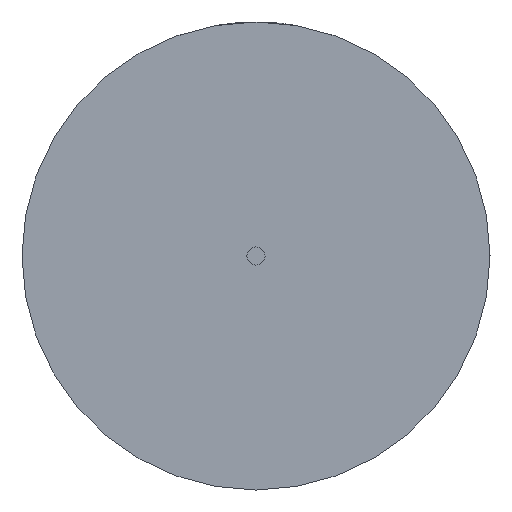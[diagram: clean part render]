
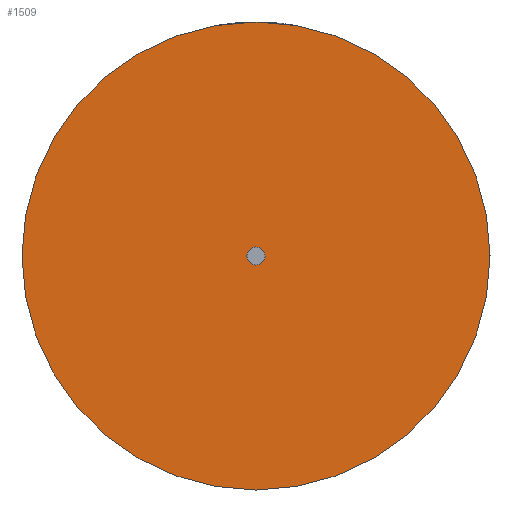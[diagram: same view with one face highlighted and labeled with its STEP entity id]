
A CAD part, left-side view. The second image highlights one B-rep face of the part: STEP entity #1509.
In plain terms, the highlighted planar face has unit normal (-1, 0, 0).
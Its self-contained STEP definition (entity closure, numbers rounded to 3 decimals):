
#10 = DIRECTION ( 'NONE',  ( 0., 0., 1. ) ) ;
#27 = DIRECTION ( 'NONE',  ( 0., 0., 1. ) ) ;
#139 = VERTEX_POINT ( 'NONE', #1144 ) ;
#153 = CIRCLE ( 'NONE', #278, 15.5 ) ;
#169 = DIRECTION ( 'NONE',  ( 0., 0., 1. ) ) ;
#278 = AXIS2_PLACEMENT_3D ( 'NONE', #1402, #2788, #10 ) ;
#308 = EDGE_LOOP ( 'NONE', ( #2883, #1754 ) ) ;
#431 = FACE_OUTER_BOUND ( 'NONE', #308, .T. ) ;
#503 = EDGE_CURVE ( 'NONE', #139, #1037, #912, .T. ) ;
#912 = CIRCLE ( 'NONE', #2232, 0.6 ) ;
#927 = CIRCLE ( 'NONE', #2186, 15.5 ) ;
#1037 = VERTEX_POINT ( 'NONE', #3086 ) ;
#1144 = CARTESIAN_POINT ( 'NONE',  ( -0.005, 0., 0.6 ) ) ;
#1154 = ORIENTED_EDGE ( 'NONE', *, *, #1974, .F. ) ;
#1185 = CARTESIAN_POINT ( 'NONE',  ( -0.005, 0., 0. ) ) ;
#1214 = CARTESIAN_POINT ( 'NONE',  ( -0.005, 0., 15.5 ) ) ;
#1402 = CARTESIAN_POINT ( 'NONE',  ( -0.005, 0., 0. ) ) ;
#1429 = PLANE ( 'NONE',  #1471 ) ;
#1471 = AXIS2_PLACEMENT_3D ( 'NONE', #1185, #2931, #2652 ) ;
#1509 = ADVANCED_FACE ( 'NONE', ( #431, #2795 ), #1429, .T. ) ;
#1754 = ORIENTED_EDGE ( 'NONE', *, *, #2153, .T. ) ;
#1974 = EDGE_CURVE ( 'NONE', #1037, #139, #2275, .T. ) ;
#2153 = EDGE_CURVE ( 'NONE', #2681, #2800, #927, .T. ) ;
#2186 = AXIS2_PLACEMENT_3D ( 'NONE', #2708, #3203, #2723 ) ;
#2232 = AXIS2_PLACEMENT_3D ( 'NONE', #3187, #2915, #169 ) ;
#2247 = EDGE_LOOP ( 'NONE', ( #1154, #2934 ) ) ;
#2275 = CIRCLE ( 'NONE', #2743, 0.6 ) ;
#2465 = CARTESIAN_POINT ( 'NONE',  ( -0.005, 0., -15.5 ) ) ;
#2563 = DIRECTION ( 'NONE',  ( -1., 0., 0. ) ) ;
#2652 = DIRECTION ( 'NONE',  ( 0., 0., 1. ) ) ;
#2681 = VERTEX_POINT ( 'NONE', #1214 ) ;
#2708 = CARTESIAN_POINT ( 'NONE',  ( -0.005, 0., 0. ) ) ;
#2723 = DIRECTION ( 'NONE',  ( 0., 0., 1. ) ) ;
#2743 = AXIS2_PLACEMENT_3D ( 'NONE', #3085, #2563, #27 ) ;
#2788 = DIRECTION ( 'NONE',  ( -1., 0., 0. ) ) ;
#2795 = FACE_BOUND ( 'NONE', #2247, .T. ) ;
#2800 = VERTEX_POINT ( 'NONE', #2465 ) ;
#2883 = ORIENTED_EDGE ( 'NONE', *, *, #3037, .T. ) ;
#2915 = DIRECTION ( 'NONE',  ( -1., 0., 0. ) ) ;
#2931 = DIRECTION ( 'NONE',  ( -1., 0., 0. ) ) ;
#2934 = ORIENTED_EDGE ( 'NONE', *, *, #503, .F. ) ;
#3037 = EDGE_CURVE ( 'NONE', #2800, #2681, #153, .T. ) ;
#3085 = CARTESIAN_POINT ( 'NONE',  ( -0.005, 0., 0. ) ) ;
#3086 = CARTESIAN_POINT ( 'NONE',  ( -0.005, 0., -0.6 ) ) ;
#3187 = CARTESIAN_POINT ( 'NONE',  ( -0.005, 0., 0. ) ) ;
#3203 = DIRECTION ( 'NONE',  ( -1., 0., 0. ) ) ;
